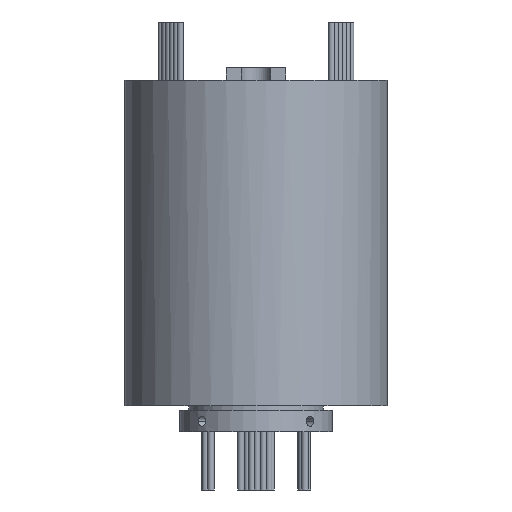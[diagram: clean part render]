
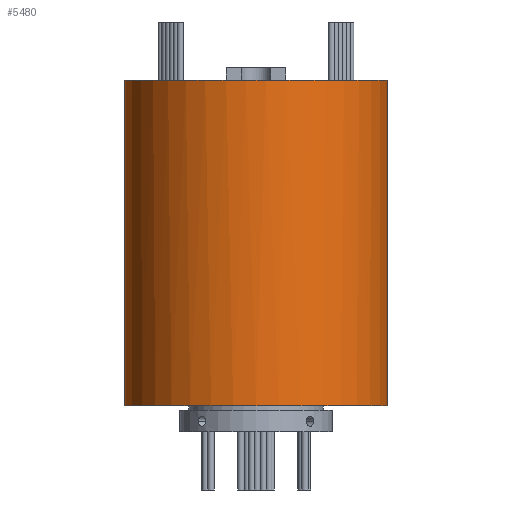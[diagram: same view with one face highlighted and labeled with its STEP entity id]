
A CAD part, front view. The second image highlights one B-rep face of the part: STEP entity #5480.
In plain terms, the highlighted cylindrical face has radius 43 mm (diameter 86 mm), a partial arc.
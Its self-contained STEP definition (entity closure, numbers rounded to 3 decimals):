
#7 = CARTESIAN_POINT ( 'NONE',  ( -43., 0., 115. ) ) ;
#294 = ORIENTED_EDGE ( 'NONE', *, *, #5776, .F. ) ;
#354 = DIRECTION ( 'NONE',  ( 1., 0., 0. ) ) ;
#876 = VERTEX_POINT ( 'NONE', #1334 ) ;
#895 = CARTESIAN_POINT ( 'NONE',  ( 0., 0., 115. ) ) ;
#1051 = DIRECTION ( 'NONE',  ( 0., 0., 1. ) ) ;
#1334 = CARTESIAN_POINT ( 'NONE',  ( -43., 0., 8.6 ) ) ;
#1494 = CARTESIAN_POINT ( 'NONE',  ( 43., 0., 115. ) ) ;
#1559 = VERTEX_POINT ( 'NONE', #3635 ) ;
#1623 = DIRECTION ( 'NONE',  ( 1., 0., 0. ) ) ;
#1662 = DIRECTION ( 'NONE',  ( 0., 0., -1. ) ) ;
#1713 = VECTOR ( 'NONE', #7015, 1000. ) ;
#1996 = ORIENTED_EDGE ( 'NONE', *, *, #2766, .F. ) ;
#2089 = CARTESIAN_POINT ( 'NONE',  ( 43., 0., 115. ) ) ;
#2162 = LINE ( 'NONE', #2641, #1713 ) ;
#2202 = VERTEX_POINT ( 'NONE', #3573 ) ;
#2254 = FACE_OUTER_BOUND ( 'NONE', #6153, .T. ) ;
#2551 = CIRCLE ( 'NONE', #5863, 43. ) ;
#2641 = CARTESIAN_POINT ( 'NONE',  ( -43., 0., 115. ) ) ;
#2693 = CARTESIAN_POINT ( 'NONE',  ( -9.75, -41.88, 115. ) ) ;
#2766 = EDGE_CURVE ( 'NONE', #6036, #2202, #3467, .T. ) ;
#2887 = AXIS2_PLACEMENT_3D ( 'NONE', #895, #6018, #1623 ) ;
#2961 = EDGE_CURVE ( 'NONE', #3106, #1559, #2551, .T. ) ;
#3106 = VERTEX_POINT ( 'NONE', #2693 ) ;
#3467 = LINE ( 'NONE', #1494, #7339 ) ;
#3573 = CARTESIAN_POINT ( 'NONE',  ( 43., 0., 8.6 ) ) ;
#3635 = CARTESIAN_POINT ( 'NONE',  ( 9.75, -41.88, 115. ) ) ;
#4273 = CARTESIAN_POINT ( 'NONE',  ( 0., 0., 8.6 ) ) ;
#4560 = AXIS2_PLACEMENT_3D ( 'NONE', #4273, #9377, #5013 ) ;
#4593 = DIRECTION ( 'NONE',  ( -1., 0., 0. ) ) ;
#4675 = CIRCLE ( 'NONE', #2887, 43. ) ;
#4728 = DIRECTION ( 'NONE',  ( 0., 0., 1. ) ) ;
#4801 = EDGE_CURVE ( 'NONE', #6944, #876, #2162, .T. ) ;
#5013 = DIRECTION ( 'NONE',  ( 1., 0., 0. ) ) ;
#5283 = EDGE_CURVE ( 'NONE', #876, #2202, #6044, .T. ) ;
#5444 = EDGE_CURVE ( 'NONE', #1559, #6036, #4675, .T. ) ;
#5451 = CARTESIAN_POINT ( 'NONE',  ( 0., 0., 115. ) ) ;
#5480 = ADVANCED_FACE ( 'NONE', ( #2254 ), #7861, .T. ) ;
#5574 = CIRCLE ( 'NONE', #7597, 43. ) ;
#5709 = ORIENTED_EDGE ( 'NONE', *, *, #4801, .T. ) ;
#5776 = EDGE_CURVE ( 'NONE', #6944, #3106, #5574, .T. ) ;
#5863 = AXIS2_PLACEMENT_3D ( 'NONE', #5451, #1051, #6176 ) ;
#6018 = DIRECTION ( 'NONE',  ( 0., 0., 1. ) ) ;
#6036 = VERTEX_POINT ( 'NONE', #2089 ) ;
#6044 = CIRCLE ( 'NONE', #4560, 43. ) ;
#6153 = EDGE_LOOP ( 'NONE', ( #1996, #8557, #9026, #294, #5709, #8914 ) ) ;
#6176 = DIRECTION ( 'NONE',  ( 1., 0., 0. ) ) ;
#6613 = DIRECTION ( 'NONE',  ( 0., 0., -1. ) ) ;
#6801 = AXIS2_PLACEMENT_3D ( 'NONE', #8227, #1662, #4593 ) ;
#6944 = VERTEX_POINT ( 'NONE', #7 ) ;
#7015 = DIRECTION ( 'NONE',  ( 0., 0., -1. ) ) ;
#7339 = VECTOR ( 'NONE', #6613, 1000. ) ;
#7597 = AXIS2_PLACEMENT_3D ( 'NONE', #9107, #4728, #354 ) ;
#7861 = CYLINDRICAL_SURFACE ( 'NONE', #6801, 43. ) ;
#8227 = CARTESIAN_POINT ( 'NONE',  ( 0., 0., 115. ) ) ;
#8557 = ORIENTED_EDGE ( 'NONE', *, *, #5444, .F. ) ;
#8914 = ORIENTED_EDGE ( 'NONE', *, *, #5283, .T. ) ;
#9026 = ORIENTED_EDGE ( 'NONE', *, *, #2961, .F. ) ;
#9107 = CARTESIAN_POINT ( 'NONE',  ( 0., 0., 115. ) ) ;
#9377 = DIRECTION ( 'NONE',  ( 0., 0., 1. ) ) ;
